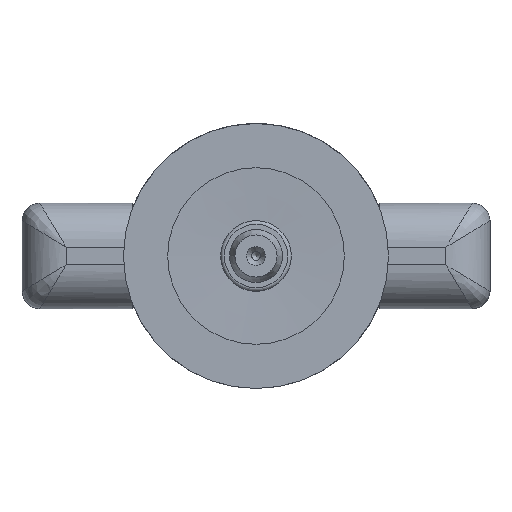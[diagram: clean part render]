
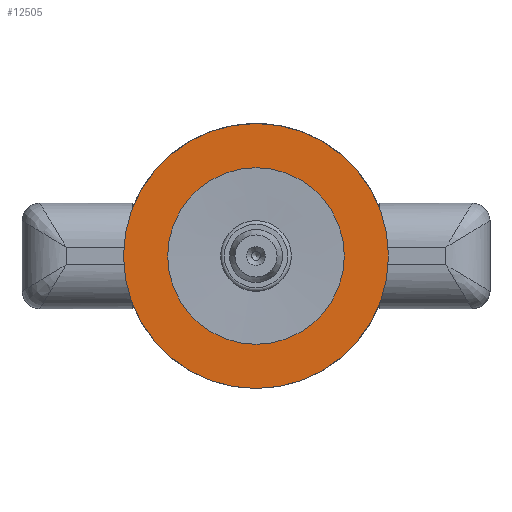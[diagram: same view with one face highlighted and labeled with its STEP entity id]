
A CAD part, front view. The second image highlights one B-rep face of the part: STEP entity #12505.
In plain terms, the highlighted face is planar.
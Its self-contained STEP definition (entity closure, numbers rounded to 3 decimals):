
#2802=PLANE('',#13453);
#3096=FACE_BOUND('',#4417,.T.);
#3626=FACE_OUTER_BOUND('',#4416,.T.);
#4416=EDGE_LOOP('',(#10685));
#4417=EDGE_LOOP('',(#10686));
#4910=CIRCLE('',#13436,15.);
#4917=CIRCLE('',#13450,10.);
#5843=VERTEX_POINT('',#37644);
#5850=VERTEX_POINT('',#37665);
#7529=EDGE_CURVE('',#5843,#5843,#4910,.T.);
#7536=EDGE_CURVE('',#5850,#5850,#4917,.T.);
#10685=ORIENTED_EDGE('',*,*,#7529,.T.);
#10686=ORIENTED_EDGE('',*,*,#7536,.F.);
#12505=ADVANCED_FACE('',(#3626,#3096),#2802,.F.);
#13436=AXIS2_PLACEMENT_3D('',#37645,#15380,#15381);
#13450=AXIS2_PLACEMENT_3D('',#37666,#15408,#15409);
#13453=AXIS2_PLACEMENT_3D('',#37670,#15414,#15415);
#15380=DIRECTION('center_axis',(0.,0.,-1.));
#15381=DIRECTION('ref_axis',(-1.,0.,0.));
#15408=DIRECTION('center_axis',(0.,0.,-1.));
#15409=DIRECTION('ref_axis',(-1.,0.,0.));
#15414=DIRECTION('center_axis',(0.,0.,1.));
#15415=DIRECTION('ref_axis',(1.,0.,0.));
#37644=CARTESIAN_POINT('',(15.,0.,0.));
#37645=CARTESIAN_POINT('Origin',(0.,0.,0.));
#37665=CARTESIAN_POINT('',(10.,0.,0.));
#37666=CARTESIAN_POINT('Origin',(0.,0.,0.));
#37670=CARTESIAN_POINT('Origin',(0.,0.,0.));
